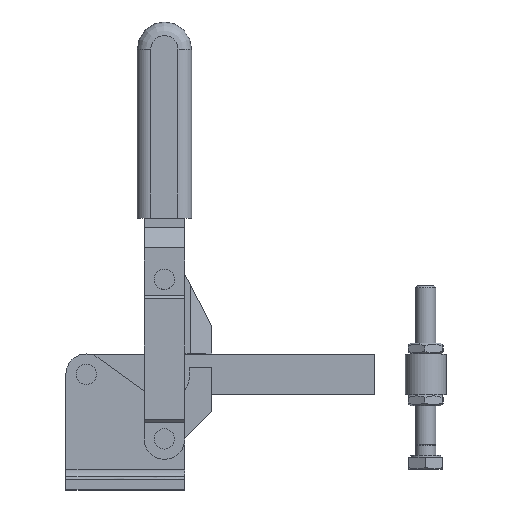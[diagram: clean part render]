
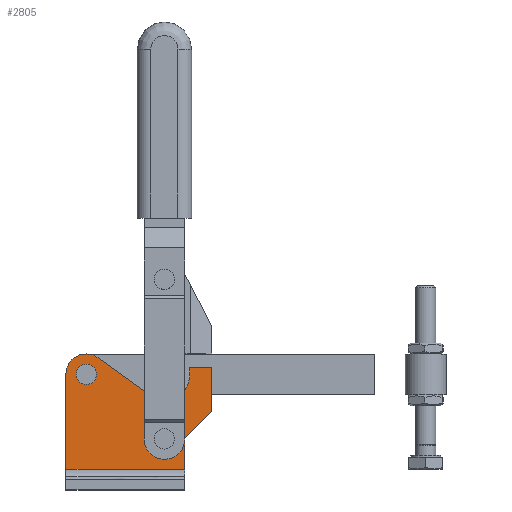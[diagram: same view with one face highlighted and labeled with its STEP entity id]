
A CAD part, top view. The second image highlights one B-rep face of the part: STEP entity #2805.
In plain terms, the highlighted planar face has unit normal (0, 0, 1).
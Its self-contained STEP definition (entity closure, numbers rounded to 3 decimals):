
#130=CARTESIAN_POINT('',(-1397.408,110.49,6.));
#131=VERTEX_POINT('',#130);
#140=CARTESIAN_POINT('',(-1403.408,110.49,6.));
#141=VERTEX_POINT('',#140);
#142=CARTESIAN_POINT('',(-1400.408,110.49,6.));
#143=DIRECTION('',(0.0,0.0,-1.0));
#144=DIRECTION('',(1.0,0.0,0.0));
#145=AXIS2_PLACEMENT_3D('',#142,#143,#144);
#146=CIRCLE('',#145,3.);
#147=EDGE_CURVE('',#141,#131,#146,.T.);
#174=CARTESIAN_POINT('',(-1426.135,134.835,6.));
#175=VERTEX_POINT('',#174);
#191=CARTESIAN_POINT('',(-1429.408,129.49,6.));
#192=VERTEX_POINT('',#191);
#199=CARTESIAN_POINT('',(-1423.408,129.49,6.));
#200=DIRECTION('',(0.,0.,-1.));
#201=DIRECTION('',(-0.454,0.891,0.));
#202=AXIS2_PLACEMENT_3D('',#199,#200,#201);
#203=CIRCLE('',#202,6.);
#204=EDGE_CURVE('',#192,#175,#203,.T.);
#216=CARTESIAN_POINT('',(-1397.,122.809,6.));
#217=VERTEX_POINT('',#216);
#233=CARTESIAN_POINT('',(-1404.81,123.418,6.));
#234=VERTEX_POINT('',#233);
#241=CARTESIAN_POINT('',(-1400.408,129.49,6.));
#242=DIRECTION('',(0.,0.,1.0));
#243=DIRECTION('',(0.454,-0.891,0.));
#244=AXIS2_PLACEMENT_3D('',#241,#242,#243);
#245=CIRCLE('',#244,7.5);
#246=EDGE_CURVE('',#234,#217,#245,.T.);
#434=CARTESIAN_POINT('',(-1394.408,101.49,6.));
#435=VERTEX_POINT('',#434);
#443=CARTESIAN_POINT('',(-1429.408,101.49,6.));
#444=VERTEX_POINT('',#443);
#445=CARTESIAN_POINT('',(-1394.408,101.49,6.));
#446=DIRECTION('',(-1.0,0.0,0.0));
#447=VECTOR('',#446,35.0);
#448=LINE('',#445,#447);
#449=EDGE_CURVE('',#435,#444,#448,.T.);
#2697=CARTESIAN_POINT('',(-1394.408,110.49,6.));
#2698=DIRECTION('',(0.0,0.0,-1.0));
#2699=DIRECTION('',(-1.0,0.0,0.0));
#2700=AXIS2_PLACEMENT_3D('',#2697,#2698,#2699);
#2701=PLANE('',#2700);
#2702=CARTESIAN_POINT('',(-1394.408,110.49,6.));
#2703=VERTEX_POINT('',#2702);
#2704=CARTESIAN_POINT('',(-1394.408,110.49,6.));
#2705=DIRECTION('',(0.,-1.0,0.));
#2706=VECTOR('',#2705,9.);
#2707=LINE('',#2704,#2706);
#2708=EDGE_CURVE('',#2703,#435,#2707,.T.);
#2709=ORIENTED_EDGE('',*,*,#2708,.F.);
#2710=CARTESIAN_POINT('',(-1386.408,118.49,6.));
#2711=VERTEX_POINT('',#2710);
#2712=CARTESIAN_POINT('',(-1386.408,118.49,6.));
#2713=DIRECTION('',(-0.707,-0.707,0.));
#2714=VECTOR('',#2713,11.314);
#2715=LINE('',#2712,#2714);
#2716=EDGE_CURVE('',#2711,#2703,#2715,.T.);
#2717=ORIENTED_EDGE('',*,*,#2716,.F.);
#2718=CARTESIAN_POINT('',(-1386.408,131.49,6.));
#2719=VERTEX_POINT('',#2718);
#2720=CARTESIAN_POINT('',(-1386.408,131.49,6.));
#2721=DIRECTION('',(0.0,-1.0,0.0));
#2722=VECTOR('',#2721,13.0);
#2723=LINE('',#2720,#2722);
#2724=EDGE_CURVE('',#2719,#2711,#2723,.T.);
#2725=ORIENTED_EDGE('',*,*,#2724,.F.);
#2726=CARTESIAN_POINT('',(-1392.908,131.49,6.));
#2727=VERTEX_POINT('',#2726);
#2728=CARTESIAN_POINT('',(-1392.908,131.49,6.));
#2729=DIRECTION('',(1.0,0.0,0.0));
#2730=VECTOR('',#2729,6.5);
#2731=LINE('',#2728,#2730);
#2732=EDGE_CURVE('',#2727,#2719,#2731,.T.);
#2733=ORIENTED_EDGE('',*,*,#2732,.F.);
#2734=CARTESIAN_POINT('',(-1392.908,129.49,6.));
#2735=VERTEX_POINT('',#2734);
#2736=CARTESIAN_POINT('',(-1392.908,129.49,6.));
#2737=DIRECTION('',(0.0,1.0,0.0));
#2738=VECTOR('',#2737,2.0);
#2739=LINE('',#2736,#2738);
#2740=EDGE_CURVE('',#2735,#2727,#2739,.T.);
#2741=ORIENTED_EDGE('',*,*,#2740,.F.);
#2742=CARTESIAN_POINT('',(-1400.408,129.49,6.));
#2743=DIRECTION('',(0.,0.,1.0));
#2744=DIRECTION('',(0.454,-0.891,0.));
#2745=AXIS2_PLACEMENT_3D('',#2742,#2743,#2744);
#2746=CIRCLE('',#2745,7.5);
#2747=EDGE_CURVE('',#217,#2735,#2746,.T.);
#2748=ORIENTED_EDGE('',*,*,#2747,.F.);
#2749=ORIENTED_EDGE('',*,*,#246,.F.);
#2750=CARTESIAN_POINT('',(-1419.886,134.348,6.));
#2751=VERTEX_POINT('',#2750);
#2752=CARTESIAN_POINT('',(-1419.886,134.348,6.));
#2753=DIRECTION('',(0.81,-0.587,0.));
#2754=VECTOR('',#2753,18.621);
#2755=LINE('',#2752,#2754);
#2756=EDGE_CURVE('',#2751,#234,#2755,.T.);
#2757=ORIENTED_EDGE('',*,*,#2756,.F.);
#2758=CARTESIAN_POINT('',(-1423.408,129.49,6.));
#2759=DIRECTION('',(0.,0.,-1.));
#2760=DIRECTION('',(-0.454,0.891,0.));
#2761=AXIS2_PLACEMENT_3D('',#2758,#2759,#2760);
#2762=CIRCLE('',#2761,6.);
#2763=EDGE_CURVE('',#175,#2751,#2762,.T.);
#2764=ORIENTED_EDGE('',*,*,#2763,.F.);
#2765=ORIENTED_EDGE('',*,*,#204,.F.);
#2766=CARTESIAN_POINT('',(-1429.408,101.49,6.));
#2767=DIRECTION('',(0.,1.0,0.0));
#2768=VECTOR('',#2767,28.);
#2769=LINE('',#2766,#2768);
#2770=EDGE_CURVE('',#444,#192,#2769,.T.);
#2771=ORIENTED_EDGE('',*,*,#2770,.F.);
#2772=ORIENTED_EDGE('',*,*,#449,.F.);
#2773=EDGE_LOOP('',(#2709,#2717,#2725,#2733,#2741,#2748,#2749,#2757,#2764,#2765,#2771,#2772));
#2774=FACE_OUTER_BOUND('',#2773,.T.);
#2775=CARTESIAN_POINT('',(-1426.408,129.49,6.));
#2776=VERTEX_POINT('',#2775);
#2777=CARTESIAN_POINT('',(-1420.408,129.49,6.));
#2778=VERTEX_POINT('',#2777);
#2779=CARTESIAN_POINT('',(-1423.408,129.49,6.));
#2780=DIRECTION('',(0.0,0.0,-1.0));
#2781=DIRECTION('',(1.0,0.0,0.0));
#2782=AXIS2_PLACEMENT_3D('',#2779,#2780,#2781);
#2783=CIRCLE('',#2782,3.);
#2784=EDGE_CURVE('',#2776,#2778,#2783,.T.);
#2785=ORIENTED_EDGE('',*,*,#2784,.T.);
#2786=CARTESIAN_POINT('',(-1423.408,129.49,6.));
#2787=DIRECTION('',(0.0,0.0,-1.0));
#2788=DIRECTION('',(1.0,0.0,0.0));
#2789=AXIS2_PLACEMENT_3D('',#2786,#2787,#2788);
#2790=CIRCLE('',#2789,3.);
#2791=EDGE_CURVE('',#2778,#2776,#2790,.T.);
#2792=ORIENTED_EDGE('',*,*,#2791,.T.);
#2793=EDGE_LOOP('',(#2785,#2792));
#2794=FACE_BOUND('',#2793,.T.);
#2795=ORIENTED_EDGE('',*,*,#147,.T.);
#2796=CARTESIAN_POINT('',(-1400.408,110.49,6.));
#2797=DIRECTION('',(0.0,0.0,-1.0));
#2798=DIRECTION('',(1.0,0.0,0.0));
#2799=AXIS2_PLACEMENT_3D('',#2796,#2797,#2798);
#2800=CIRCLE('',#2799,3.);
#2801=EDGE_CURVE('',#131,#141,#2800,.T.);
#2802=ORIENTED_EDGE('',*,*,#2801,.T.);
#2803=EDGE_LOOP('',(#2795,#2802));
#2804=FACE_BOUND('',#2803,.T.);
#2805=ADVANCED_FACE('',(#2774,#2794,#2804),#2701,.F.);
